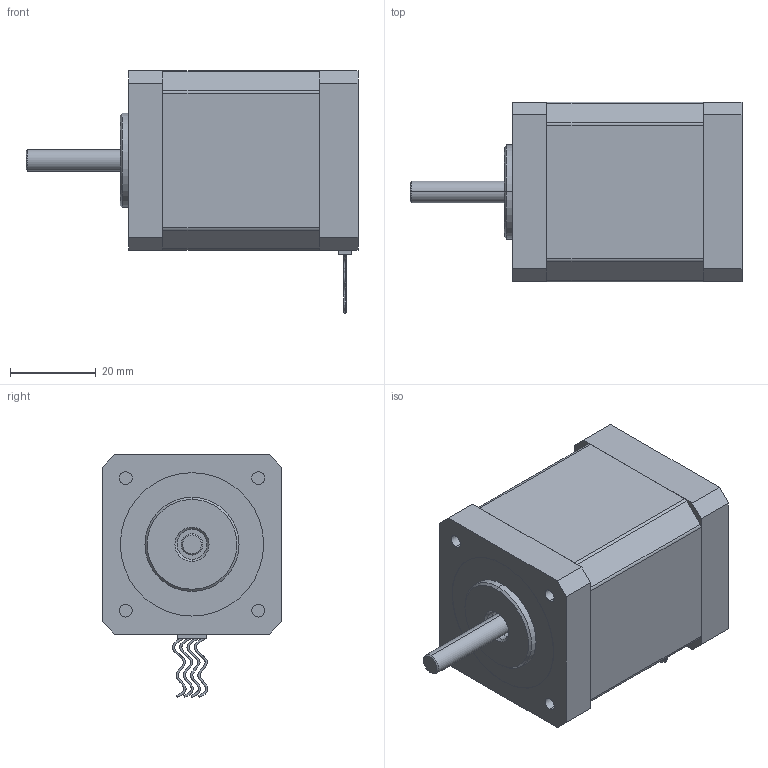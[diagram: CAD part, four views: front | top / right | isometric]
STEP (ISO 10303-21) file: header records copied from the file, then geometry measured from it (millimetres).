
FILE_DESCRIPTION (( 'STEP AP214' ), '1' );
FILE_NAME ('42HS4813A4F4.STEP', '2023-02-20T02:07:08', ( 'Windows 蚚誧' ), ( 'Organization' ), 'SwSTEP 2.0', 'SolidWorks 2021', '' );
FILE_SCHEMA (( 'AUTOMOTIVE_DESIGN' ));
Length unit declared in the file: millimetre
Products named in the file (1): 42HS4813A4F4
Bounding box: 77.6 x 42 x 56.79 mm (x, y, z)
Volume: 93143.8 mm3; surface area: 20838.1 mm2
Topology: 5 solids, 5 shells, 197 faces, 482 edges, 316 vertices
Faces by surface type: plane 127, cylinder 46, torus 10, bspline 8, cone 6
Entity records: 7887 total; most frequent: CARTESIAN_POINT 2876, ORIENTED_EDGE 964, DIRECTION 932, EDGE_CURVE 482, AXIS2_PLACEMENT_3D 332, VERTEX_POINT 316, LINE 268, VECTOR 268
